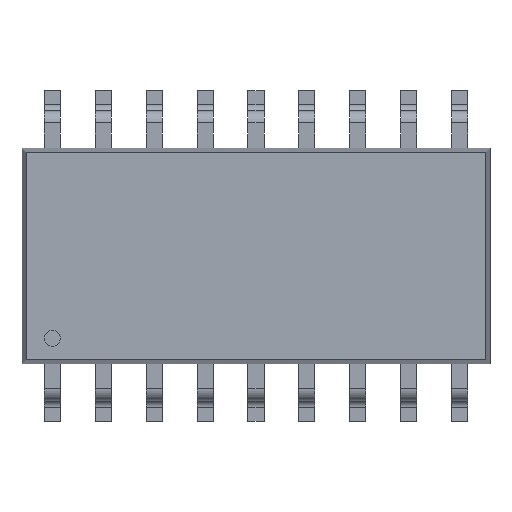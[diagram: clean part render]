
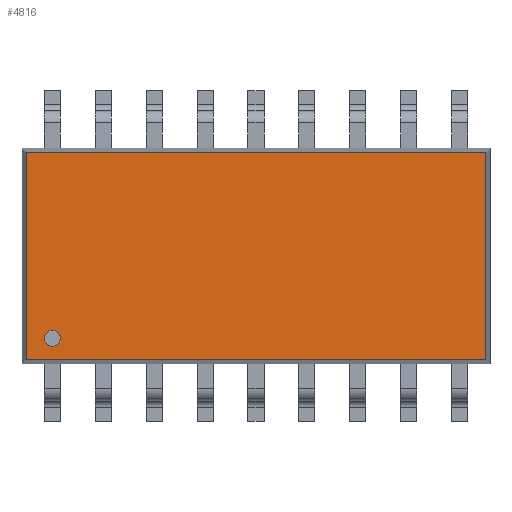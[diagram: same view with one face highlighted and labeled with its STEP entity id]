
A CAD part, top view. The second image highlights one B-rep face of the part: STEP entity #4816.
In plain terms, the highlighted planar face has unit normal (0, 0, 1).
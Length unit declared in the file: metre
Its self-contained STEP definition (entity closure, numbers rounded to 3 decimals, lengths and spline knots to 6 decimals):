
#275=CIRCLE('',#5472,0.0002);
#1589=ORIENTED_EDGE('',*,*,#2293,.T.);
#1590=ORIENTED_EDGE('',*,*,#2294,.T.);
#1591=ORIENTED_EDGE('',*,*,#2295,.T.);
#1592=ORIENTED_EDGE('',*,*,#2296,.T.);
#1593=ORIENTED_EDGE('',*,*,#2297,.T.);
#2293=EDGE_CURVE('',#2751,#2751,#275,.F.);
#2294=EDGE_CURVE('',#2752,#2753,#3277,.T.);
#2295=EDGE_CURVE('',#2753,#2754,#3278,.T.);
#2296=EDGE_CURVE('',#2754,#2755,#3279,.T.);
#2297=EDGE_CURVE('',#2755,#2752,#3280,.T.);
#2751=VERTEX_POINT('',#8260);
#2752=VERTEX_POINT('',#8262);
#2753=VERTEX_POINT('',#8263);
#2754=VERTEX_POINT('',#8265);
#2755=VERTEX_POINT('',#8267);
#3277=LINE('',#8261,#3809);
#3278=LINE('',#8264,#3810);
#3279=LINE('',#8266,#3811);
#3280=LINE('',#8268,#3812);
#3809=VECTOR('',#6843,1.);
#3810=VECTOR('',#6844,1.);
#3811=VECTOR('',#6845,1.);
#3812=VECTOR('',#6846,1.);
#4081=EDGE_LOOP('',(#1589));
#4082=EDGE_LOOP('',(#1590,#1591,#1592,#1593));
#4351=FACE_BOUND('',#4081,.T.);
#4352=FACE_BOUND('',#4082,.T.);
#4549=PLANE('',#5471);
#4816=ADVANCED_FACE('',(#4351,#4352),#4549,.T.);
#5471=AXIS2_PLACEMENT_3D('',#8258,#6839,#6840);
#5472=AXIS2_PLACEMENT_3D('',#8259,#6841,#6842);
#6839=DIRECTION('',(0.,0.,1.));
#6840=DIRECTION('',(1.,0.,0.));
#6841=DIRECTION('',(0.,0.,1.));
#6842=DIRECTION('',(1.,0.,0.));
#6843=DIRECTION('',(0.,1.,0.));
#6844=DIRECTION('',(-1.,0.,0.));
#6845=DIRECTION('',(0.,-1.,0.));
#6846=DIRECTION('',(1.,0.,0.));
#8258=CARTESIAN_POINT('',(0.,0.,0.00203));
#8259=CARTESIAN_POINT('',(-0.00508,-0.002055,0.00203));
#8260=CARTESIAN_POINT('',(-0.00488,-0.002055,0.00203));
#8261=CARTESIAN_POINT('',(0.00574,0.,0.00203));
#8262=CARTESIAN_POINT('',(0.00574,-0.00259,0.00203));
#8263=CARTESIAN_POINT('',(0.00574,0.00259,0.00203));
#8264=CARTESIAN_POINT('',(0.,0.00259,0.00203));
#8265=CARTESIAN_POINT('',(-0.00574,0.00259,0.00203));
#8266=CARTESIAN_POINT('',(-0.00574,-0.00269,0.00203));
#8267=CARTESIAN_POINT('',(-0.00574,-0.00259,0.00203));
#8268=CARTESIAN_POINT('',(0.00584,-0.00259,0.00203));
